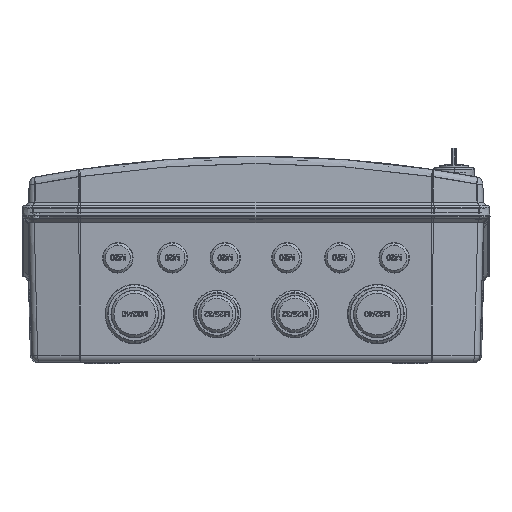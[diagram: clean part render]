
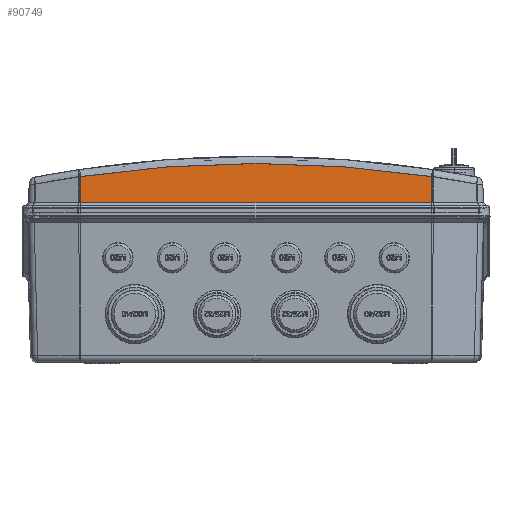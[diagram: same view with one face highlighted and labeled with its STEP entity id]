
A CAD part, left-side view. The second image highlights one B-rep face of the part: STEP entity #90749.
In plain terms, the highlighted planar face has unit normal (-1, 0, 0.026).
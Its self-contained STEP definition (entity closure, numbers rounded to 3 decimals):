
#2066=(
BOUNDED_CURVE()
B_SPLINE_CURVE(3,(#139001,#139002,#139003,#139004,#139005,#139006,#139007,
#139008,#139009,#139010,#139011,#139012),.UNSPECIFIED.,.F.,.F.)
B_SPLINE_CURVE_WITH_KNOTS((4,1,1,1,1,2,2,4),(0.,0.125,0.188,0.219,0.234,
0.242,0.25,0.5),.UNSPECIFIED.)
CURVE()
GEOMETRIC_REPRESENTATION_ITEM()
RATIONAL_B_SPLINE_CURVE((1.,1.,1.,1.,1.,1.,1.,1.,1.,1.,1.,1.))
REPRESENTATION_ITEM('')
);
#2067=(
BOUNDED_CURVE()
B_SPLINE_CURVE(3,(#139014,#139015,#139016,#139017,#139018,#139019),
 .UNSPECIFIED.,.F.,.F.)
B_SPLINE_CURVE_WITH_KNOTS((4,2,4),(0.,0.25,0.5),.UNSPECIFIED.)
CURVE()
GEOMETRIC_REPRESENTATION_ITEM()
RATIONAL_B_SPLINE_CURVE((1.,1.,1.,1.,1.,1.))
REPRESENTATION_ITEM('')
);
#5613=PLANE('',#96561);
#10228=LINE('',#138920,#18741);
#10230=LINE('',#138997,#18743);
#10231=LINE('',#139000,#18744);
#18741=VECTOR('',#107168,1000.);
#18743=VECTOR('',#107174,1000.);
#18744=VECTOR('',#107175,1000.);
#35346=ORIENTED_EDGE('',*,*,#58633,.T.);
#35347=ORIENTED_EDGE('',*,*,#58634,.T.);
#35348=ORIENTED_EDGE('',*,*,#58625,.F.);
#35349=ORIENTED_EDGE('',*,*,#58635,.T.);
#35350=ORIENTED_EDGE('',*,*,#58636,.F.);
#58625=EDGE_CURVE('',#70837,#70838,#10228,.T.);
#58633=EDGE_CURVE('',#70844,#70845,#10230,.T.);
#58634=EDGE_CURVE('',#70845,#70838,#10231,.T.);
#58635=EDGE_CURVE('',#70837,#70846,#2066,.T.);
#58636=EDGE_CURVE('',#70844,#70846,#2067,.T.);
#70837=VERTEX_POINT('',#138921);
#70838=VERTEX_POINT('',#138922);
#70844=VERTEX_POINT('',#138998);
#70845=VERTEX_POINT('',#138999);
#70846=VERTEX_POINT('',#139013);
#79232=EDGE_LOOP('',(#35346,#35347,#35348,#35349,#35350));
#84754=FACE_BOUND('',#79232,.T.);
#90749=ADVANCED_FACE('',(#84754),#5613,.T.);
#96561=AXIS2_PLACEMENT_3D('',#138996,#107172,#107173);
#107168=DIRECTION('',(-0.026,-0.003,-1.));
#107172=DIRECTION('',(-1.,0.,0.026));
#107173=DIRECTION('',(0.,-1.,0.));
#107174=DIRECTION('',(-0.026,0.003,-1.));
#107175=DIRECTION('',(0.,-1.,0.));
#138920=CARTESIAN_POINT('',(-372.066,-103.933,71.107));
#138921=CARTESIAN_POINT('',(-371.603,-103.881,88.783));
#138922=CARTESIAN_POINT('',(-372.066,-103.933,71.107));
#138996=CARTESIAN_POINT('',(-372.29,15.472,62.567));
#138997=CARTESIAN_POINT('',(-372.066,134.877,71.107));
#138998=CARTESIAN_POINT('',(-371.603,134.824,88.783));
#138999=CARTESIAN_POINT('',(-372.066,134.877,71.107));
#139000=CARTESIAN_POINT('',(-372.066,15.472,71.107));
#139001=CARTESIAN_POINT('',(-371.603,-103.881,88.783));
#139002=CARTESIAN_POINT('',(-371.564,-94.017,90.264));
#139003=CARTESIAN_POINT('',(-371.513,-79.192,92.211));
#139004=CARTESIAN_POINT('',(-371.467,-61.841,93.997));
#139005=CARTESIAN_POINT('',(-371.446,-53.152,94.769));
#139006=CARTESIAN_POINT('',(-371.437,-48.804,95.124));
#139007=CARTESIAN_POINT('',(-371.433,-46.94,95.27));
#139008=CARTESIAN_POINT('',(-371.431,-45.697,95.366));
#139009=CARTESIAN_POINT('',(-371.429,-45.077,95.413));
#139010=CARTESIAN_POINT('',(-371.389,-24.506,96.952));
#139011=CARTESIAN_POINT('',(-371.37,-4.532,97.698));
#139012=CARTESIAN_POINT('',(-371.37,15.472,97.698));
#139013=CARTESIAN_POINT('',(-371.37,15.472,97.698));
#139014=CARTESIAN_POINT('',(-371.603,134.824,88.783));
#139015=CARTESIAN_POINT('',(-371.525,115.08,91.749));
#139016=CARTESIAN_POINT('',(-371.467,95.225,93.979));
#139017=CARTESIAN_POINT('',(-371.389,55.404,96.954));
#139018=CARTESIAN_POINT('',(-371.37,35.438,97.698));
#139019=CARTESIAN_POINT('',(-371.37,15.472,97.698));
